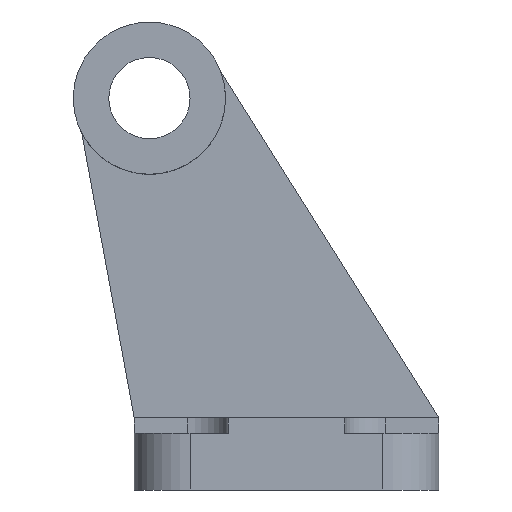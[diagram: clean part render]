
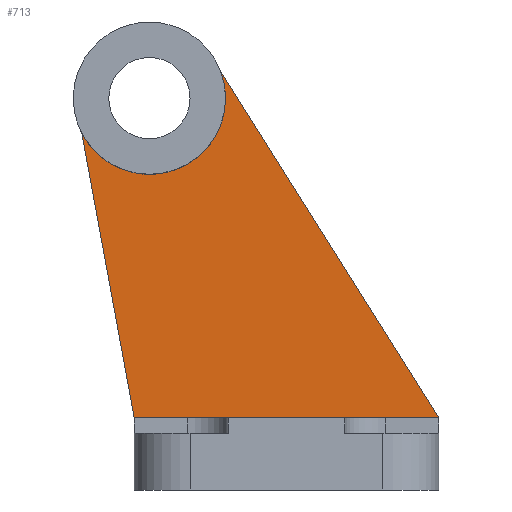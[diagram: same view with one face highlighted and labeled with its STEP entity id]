
A CAD part, left-side view. The second image highlights one B-rep face of the part: STEP entity #713.
In plain terms, the highlighted planar face has unit normal (-1, 0, 0).
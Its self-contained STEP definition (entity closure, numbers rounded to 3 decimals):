
#43=PLANE('',#777);
#76=FACE_OUTER_BOUND('',#122,.T.);
#122=EDGE_LOOP('',(#591,#592,#593,#594));
#203=LINE('',#1165,#271);
#204=LINE('',#1167,#272);
#205=LINE('',#1170,#273);
#271=VECTOR('',#943,60.);
#272=VECTOR('',#944,80.67);
#273=VECTOR('',#947,57.032);
#311=CIRCLE('',#778,15.);
#366=VERTEX_POINT('',#1132);
#375=VERTEX_POINT('',#1164);
#376=VERTEX_POINT('',#1166);
#377=VERTEX_POINT('',#1168);
#460=EDGE_CURVE('',#366,#375,#203,.T.);
#461=EDGE_CURVE('',#376,#366,#204,.T.);
#462=EDGE_CURVE('',#377,#376,#311,.T.);
#463=EDGE_CURVE('',#375,#377,#205,.T.);
#591=ORIENTED_EDGE('',*,*,#460,.F.);
#592=ORIENTED_EDGE('',*,*,#461,.F.);
#593=ORIENTED_EDGE('',*,*,#462,.F.);
#594=ORIENTED_EDGE('',*,*,#463,.F.);
#713=ADVANCED_FACE('',(#76),#43,.F.);
#777=AXIS2_PLACEMENT_3D('',#1163,#941,#942);
#778=AXIS2_PLACEMENT_3D('',#1169,#945,#946);
#941=DIRECTION('center_axis',(1.,0.,0.));
#942=DIRECTION('ref_axis',(0.,0.,-1.));
#943=DIRECTION('',(0.,1.,0.));
#944=DIRECTION('',(0.,-0.533,-0.846));
#945=DIRECTION('center_axis',(-1.,0.,0.));
#946=DIRECTION('ref_axis',(0.,0.,-1.));
#947=DIRECTION('',(0.,0.181,0.984));
#1132=CARTESIAN_POINT('',(-9.5,-30.,0.));
#1163=CARTESIAN_POINT('Origin',(-9.5,8.752,21.304));
#1164=CARTESIAN_POINT('',(-9.5,30.,0.));
#1165=CARTESIAN_POINT('',(-9.5,4.376,0.));
#1166=CARTESIAN_POINT('',(-9.5,12.96,68.28));
#1167=CARTESIAN_POINT('',(-9.5,-30.,0.));
#1168=CARTESIAN_POINT('',(-9.5,40.315,56.092));
#1169=CARTESIAN_POINT('Origin',(-9.5,27.,63.));
#1170=CARTESIAN_POINT('',(-9.5,40.315,56.092));
